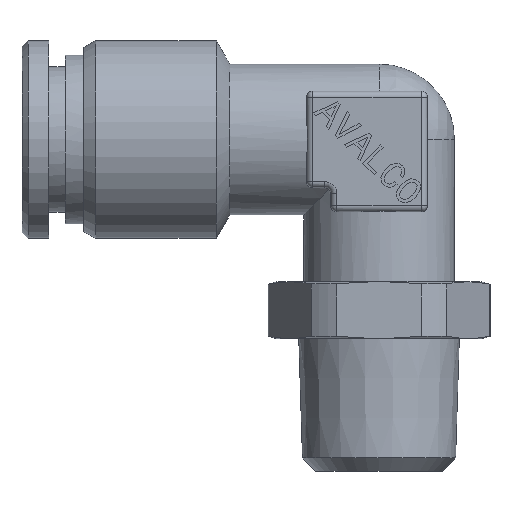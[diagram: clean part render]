
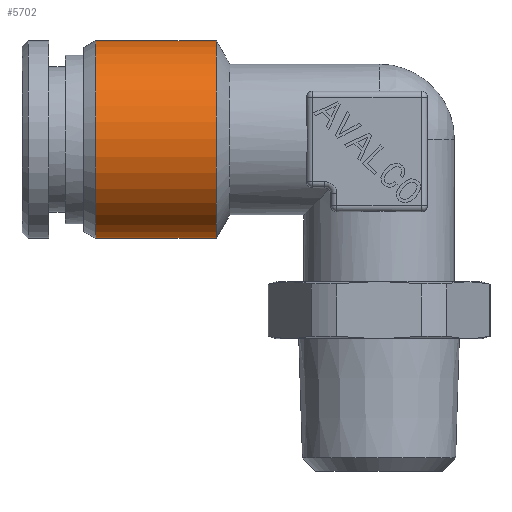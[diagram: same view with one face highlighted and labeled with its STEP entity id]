
A CAD part, top view. The second image highlights one B-rep face of the part: STEP entity #5702.
In plain terms, the highlighted cylindrical face has radius 8.2 mm (diameter 16.4 mm), a partial arc.
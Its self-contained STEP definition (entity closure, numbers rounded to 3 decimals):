
#5554=CARTESIAN_POINT('Vertex',(-13.5,-8.2,0.)) ;
#5561=CARTESIAN_POINT('Vertex',(-13.5,8.2,0.)) ;
#5585=CARTESIAN_POINT('Vertex',(-23.5,8.2,0.)) ;
#5587=CARTESIAN_POINT('Vertex',(-23.5,-8.2,0.)) ;
#5640=CARTESIAN_POINT('Axis2P3D Location',(-13.5,0.,0.)) ;
#5657=CARTESIAN_POINT('Line Origine',(-26.037,-8.2,0.)) ;
#5662=CARTESIAN_POINT('Line Origine',(-26.037,8.2,0.)) ;
#5679=CARTESIAN_POINT('Axis2P3D Location',(-23.5,0.,0.)) ;
#5691=CARTESIAN_POINT('Axis2P3D Location',(-26.038,0.,0.)) ;
#5641=DIRECTION('Axis2P3D Direction',(-1.,0.,0.)) ;
#5658=DIRECTION('Vector Direction',(1.,0.,0.)) ;
#5663=DIRECTION('Vector Direction',(1.,0.,0.)) ;
#5680=DIRECTION('Axis2P3D Direction',(1.,0.,0.)) ;
#5692=DIRECTION('Axis2P3D Direction',(1.,0.,0.)) ;
#5693=DIRECTION('Axis2P3D XDirection',(0.,1.,0.)) ;
#5642=AXIS2_PLACEMENT_3D('Circle Axis2P3D',#5640,#5641,$) ;
#5681=AXIS2_PLACEMENT_3D('Circle Axis2P3D',#5679,#5680,$) ;
#5694=AXIS2_PLACEMENT_3D('Cylinder Axis2P3D',#5691,#5692,#5693) ;
#5697=ORIENTED_EDGE('',*,*,#5683,.T.) ;
#5698=ORIENTED_EDGE('',*,*,#5661,.F.) ;
#5699=ORIENTED_EDGE('',*,*,#5644,.F.) ;
#5700=ORIENTED_EDGE('',*,*,#5666,.T.) ;
#5659=VECTOR('Line Direction',#5658,1.) ;
#5664=VECTOR('Line Direction',#5663,1.) ;
#5702=ADVANCED_FACE('PR505B-10R14',(#5701),#5695,.T.) ;
#5643=CIRCLE('generated circle',#5642,8.2) ;
#5682=CIRCLE('generated circle',#5681,8.2) ;
#5695=CYLINDRICAL_SURFACE('generated cylinder',#5694,8.2) ;
#5644=EDGE_CURVE('',#5562,#5555,#5643,.F.) ;
#5661=EDGE_CURVE('',#5555,#5588,#5660,.F.) ;
#5666=EDGE_CURVE('',#5562,#5586,#5665,.F.) ;
#5683=EDGE_CURVE('',#5586,#5588,#5682,.T.) ;
#5696=EDGE_LOOP('',(#5697,#5698,#5699,#5700)) ;
#5701=FACE_OUTER_BOUND('',#5696,.T.) ;
#5660=LINE('Line',#5657,#5659) ;
#5665=LINE('Line',#5662,#5664) ;
#5555=VERTEX_POINT('',#5554) ;
#5562=VERTEX_POINT('',#5561) ;
#5586=VERTEX_POINT('',#5585) ;
#5588=VERTEX_POINT('',#5587) ;
